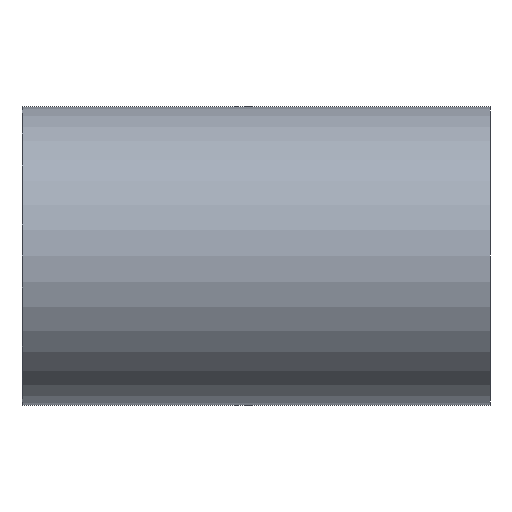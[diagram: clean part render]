
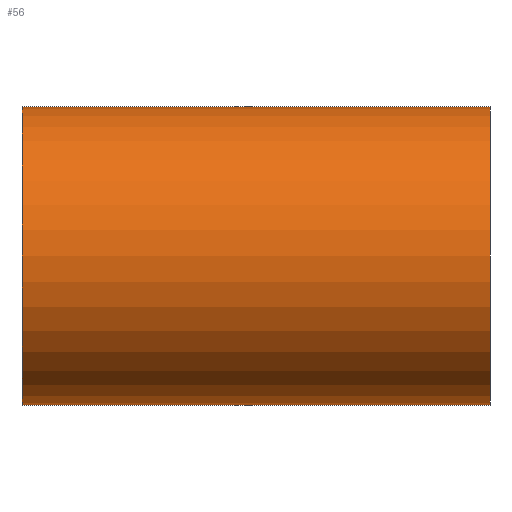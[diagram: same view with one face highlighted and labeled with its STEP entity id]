
A CAD part, front view. The second image highlights one B-rep face of the part: STEP entity #56.
In plain terms, the highlighted cylindrical face has radius 57.5 mm (diameter 115 mm), a full revolution.
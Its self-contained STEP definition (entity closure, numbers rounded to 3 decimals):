
#2 = EDGE_LOOP ( 'NONE', ( #167 ) ) ;
#9 = FACE_OUTER_BOUND ( 'NONE', #120, .T. ) ;
#13 = DIRECTION ( 'NONE',  ( -1., 0., 0. ) ) ;
#26 = CARTESIAN_POINT ( 'NONE',  ( 90., 0., 0. ) ) ;
#40 = AXIS2_PLACEMENT_3D ( 'NONE', #64, #117, #220 ) ;
#43 = AXIS2_PLACEMENT_3D ( 'NONE', #71, #13, #135 ) ;
#48 = EDGE_CURVE ( 'NONE', #221, #221, #125, .T. ) ;
#56 = ADVANCED_FACE ( 'NONE', ( #9, #187 ), #113, .T. ) ;
#58 = AXIS2_PLACEMENT_3D ( 'NONE', #26, #243, #214 ) ;
#64 = CARTESIAN_POINT ( 'NONE',  ( -90., 0., 0. ) ) ;
#65 = VERTEX_POINT ( 'NONE', #66 ) ;
#66 = CARTESIAN_POINT ( 'NONE',  ( -90., 0., 57.5 ) ) ;
#71 = CARTESIAN_POINT ( 'NONE',  ( -1229.991, 0., 0. ) ) ;
#84 = EDGE_CURVE ( 'NONE', #65, #65, #175, .T. ) ;
#97 = CARTESIAN_POINT ( 'NONE',  ( 90., 0., 57.5 ) ) ;
#112 = ORIENTED_EDGE ( 'NONE', *, *, #84, .F. ) ;
#113 = CYLINDRICAL_SURFACE ( 'NONE', #43, 57.5 ) ;
#117 = DIRECTION ( 'NONE',  ( -1., 0., 0. ) ) ;
#120 = EDGE_LOOP ( 'NONE', ( #112 ) ) ;
#125 = CIRCLE ( 'NONE', #58, 57.5 ) ;
#135 = DIRECTION ( 'NONE',  ( 0., 0., 1. ) ) ;
#167 = ORIENTED_EDGE ( 'NONE', *, *, #48, .T. ) ;
#175 = CIRCLE ( 'NONE', #40, 57.5 ) ;
#187 = FACE_OUTER_BOUND ( 'NONE', #2, .T. ) ;
#214 = DIRECTION ( 'NONE',  ( 0., 0., 1. ) ) ;
#220 = DIRECTION ( 'NONE',  ( 0., 0., 1. ) ) ;
#221 = VERTEX_POINT ( 'NONE', #97 ) ;
#243 = DIRECTION ( 'NONE',  ( -1., 0., 0. ) ) ;
